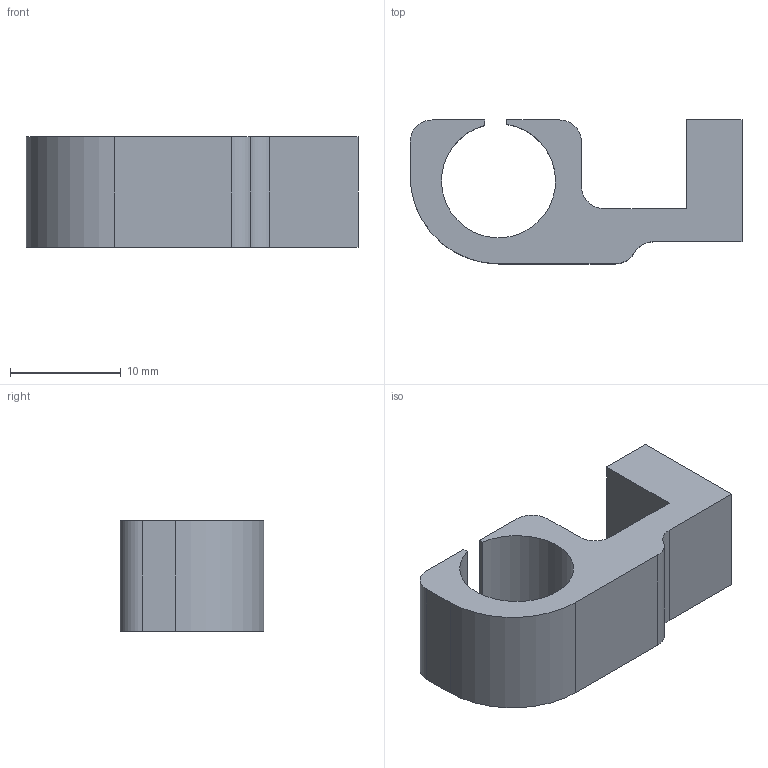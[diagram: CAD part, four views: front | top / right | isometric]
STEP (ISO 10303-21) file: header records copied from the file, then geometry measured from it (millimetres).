
FILE_DESCRIPTION(('STEP AP214'),'1');
FILE_NAME('FerriteHolder.stp','2024-06-18T18:15:17',(' '),(' '),'Spatial InterOp 3D',' ',' ');
FILE_SCHEMA(('AUTOMOTIVE_DESIGN { 1 0 10303 214 1 1 1 1 }'));
Length unit declared in the file: millimetre
Products named in the file (1): Part7
Bounding box: 30 x 13 x 10 mm (x, y, z)
Volume: 1918.2 mm3; surface area: 1665.5 mm2
Topology: 1 solids, 1 shells, 22 faces, 60 edges, 40 vertices
Faces by surface type: plane 14, cylinder 8
Full cylindrical faces by diameter (mm): 3.2 x1
Entity records: 891 total; most frequent: CARTESIAN_POINT 122, DIRECTION 121, ORIENTED_EDGE 118, EDGE_CURVE 59, LINE 43, VECTOR 43, VERTEX_POINT 40, AXIS2_PLACEMENT_3D 39
